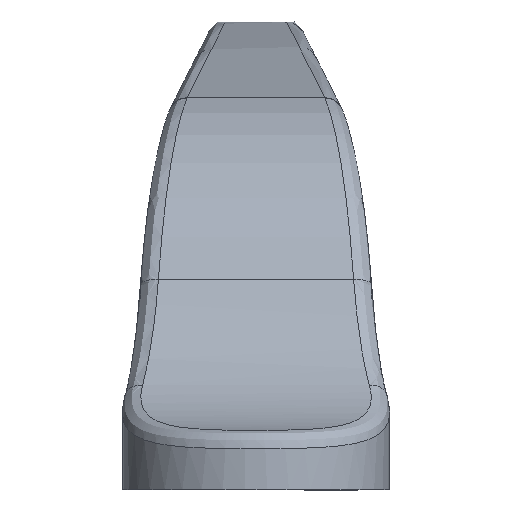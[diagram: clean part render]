
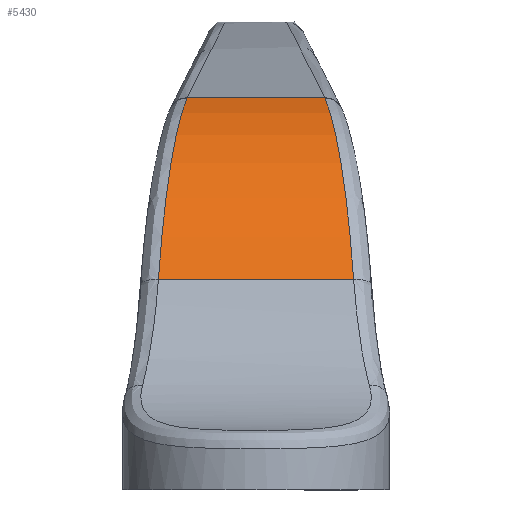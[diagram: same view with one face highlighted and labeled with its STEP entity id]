
A CAD part, left-side view. The second image highlights one B-rep face of the part: STEP entity #5430.
In plain terms, the highlighted cylindrical face has radius 17 mm (diameter 34 mm), a partial arc.
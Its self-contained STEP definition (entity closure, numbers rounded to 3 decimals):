
#2690=CARTESIAN_POINT('',(-46.378,5.29,
11.413));
#2700=VERTEX_POINT('',#2690);
#2730=CARTESIAN_POINT('',(-46.378,8.7,11.413))
;
#2740=DIRECTION('',(0.,-1.,0.));
#2750=VECTOR('',#2740,1.);
#2760=LINE('',#2730,#2750);
#2770=CARTESIAN_POINT('',(-46.378,-5.29,
11.413));
#2780=VERTEX_POINT('',#2770);
#2790=EDGE_CURVE('',#2700,#2780,#2760,.T.);
#4470=CARTESIAN_POINT('',(-30.736,8.7,4.755))
;
#4480=DIRECTION('',(0.,-1.,0.));
#4490=DIRECTION('',(1.,0.,0.));
#4500=AXIS2_PLACEMENT_3D('',#4470,#4480,#4490);
#4510=CYLINDRICAL_SURFACE('',#4500,17.);
#4520=CARTESIAN_POINT('',(-34.819,8.7,21.257))
;
#4530=DIRECTION('',(0.,-1.,0.));
#4540=VECTOR('',#4530,1.);
#4550=LINE('',#4520,#4540);
#4560=CARTESIAN_POINT('',(-34.819,3.729,
21.257));
#4570=VERTEX_POINT('',#4560);
#4580=CARTESIAN_POINT('',(-34.819,-3.729,
21.257));
#4590=VERTEX_POINT('',#4580);
#4600=EDGE_CURVE('',#4570,#4590,#4550,.T.);
#4610=ORIENTED_EDGE('',*,*,#4600,.F.);
#4620=CARTESIAN_POINT('',(-46.378,-5.29,
11.413));
#4630=CARTESIAN_POINT('',(-46.358,-5.287,
11.461));
#4640=CARTESIAN_POINT('',(-46.338,-5.284,
11.508));
#4650=CARTESIAN_POINT('',(-46.293,-5.277,
11.611));
#4660=CARTESIAN_POINT('',(-46.268,-5.274,
11.666));
#4670=CARTESIAN_POINT('',(-46.099,-5.248,
12.043));
#4680=CARTESIAN_POINT('',(-45.944,-5.224,
12.361));
#4690=CARTESIAN_POINT('',(-45.615,-5.174,
12.987));
#4700=CARTESIAN_POINT('',(-45.44,-5.148,
13.294));
#4710=CARTESIAN_POINT('',(-45.073,-5.092,
13.898));
#4720=CARTESIAN_POINT('',(-44.88,-5.064,
14.194));
#4730=CARTESIAN_POINT('',(-44.273,-4.974,
15.063));
#4740=CARTESIAN_POINT('',(-43.834,-4.909,
15.616));
#4750=CARTESIAN_POINT('',(-43.125,-4.807,
16.402));
#4760=CARTESIAN_POINT('',(-42.881,-4.772,
16.656));
#4770=CARTESIAN_POINT('',(-42.377,-4.701,
17.149));
#4780=CARTESIAN_POINT('',(-42.118,-4.665,
17.388));
#4790=CARTESIAN_POINT('',(-41.585,-4.59,
17.848));
#4800=CARTESIAN_POINT('',(-41.311,-4.553,
18.07));
#4810=CARTESIAN_POINT('',(-40.751,-4.476,
18.496));
#4820=CARTESIAN_POINT('',(-40.465,-4.438,
18.701));
#4830=CARTESIAN_POINT('',(-39.879,-4.359,
19.091));
#4840=CARTESIAN_POINT('',(-39.581,-4.32,
19.277));
#4850=CARTESIAN_POINT('',(-38.973,-4.24,
19.631));
#4860=CARTESIAN_POINT('',(-38.663,-4.2,
19.798));
#4870=CARTESIAN_POINT('',(-38.034,-4.12,
20.113));
#4880=CARTESIAN_POINT('',(-37.715,-4.08,
20.26));
#4890=CARTESIAN_POINT('',(-37.068,-3.999,
20.536));
#4900=CARTESIAN_POINT('',(-36.74,-3.959,
20.663));
#4910=CARTESIAN_POINT('',(-36.077,-3.878,
20.898));
#4920=CARTESIAN_POINT('',(-35.742,-3.838,
21.005));
#4930=CARTESIAN_POINT('',(-35.257,-3.781,
21.144));
#4940=CARTESIAN_POINT('',(-35.109,-3.763,
21.184));
#4950=CARTESIAN_POINT('',(-34.914,-3.74,
21.234));
#4960=CARTESIAN_POINT('',(-34.866,-3.735,
21.246));
#4970=CARTESIAN_POINT('',(-34.819,-3.729,
21.257));
#4980=B_SPLINE_CURVE_WITH_KNOTS('',3,(#4620,#4630,#4640,#4650,#4660,
#4670,#4680,#4690,#4700,#4710,#4720,#4730,#4740,#4750,#4760,#4770,#4780,
#4790,#4800,#4810,#4820,#4830,#4840,#4850,#4860,#4870,#4880,#4890,#4900,
#4910,#4920,#4930,#4940,#4950,#4960,#4970),.UNSPECIFIED.,.F.,.F.,(4,2,2,
2,2,2,2,2,2,2,2,2,2,2,2,2,2,4),(0.,0.152,0.327,
1.358,2.39,3.421,5.484,
6.515,7.546,8.576,9.606,
10.636,11.665,12.694,13.724,
14.753,15.201,15.344),.UNSPECIFIED.);
#4990=EDGE_CURVE('',#2780,#4590,#4980,.T.);
#5000=ORIENTED_EDGE('',*,*,#4990,.T.);
#5010=ORIENTED_EDGE('',*,*,#2790,.T.);
#5020=CARTESIAN_POINT('',(-34.819,3.729,
21.257));
#5030=CARTESIAN_POINT('',(-34.866,3.735,
21.246));
#5040=CARTESIAN_POINT('',(-34.914,3.74,
21.234));
#5050=CARTESIAN_POINT('',(-35.109,3.763,
21.184));
#5060=CARTESIAN_POINT('',(-35.257,3.781,
21.144));
#5070=CARTESIAN_POINT('',(-35.742,3.838,
21.005));
#5080=CARTESIAN_POINT('',(-36.077,3.878,
20.898));
#5090=CARTESIAN_POINT('',(-36.74,3.959,
20.663));
#5100=CARTESIAN_POINT('',(-37.068,3.999,
20.536));
#5110=CARTESIAN_POINT('',(-37.715,4.08,
20.26));
#5120=CARTESIAN_POINT('',(-38.034,4.12,
20.113));
#5130=CARTESIAN_POINT('',(-38.663,4.2,
19.798));
#5140=CARTESIAN_POINT('',(-38.973,4.24,
19.631));
#5150=CARTESIAN_POINT('',(-39.581,4.32,
19.277));
#5160=CARTESIAN_POINT('',(-39.879,4.359,
19.091));
#5170=CARTESIAN_POINT('',(-40.465,4.438,
18.701));
#5180=CARTESIAN_POINT('',(-40.751,4.476,
18.496));
#5190=CARTESIAN_POINT('',(-41.311,4.553,
18.07));
#5200=CARTESIAN_POINT('',(-41.585,4.59,
17.848));
#5210=CARTESIAN_POINT('',(-42.118,4.665,
17.388));
#5220=CARTESIAN_POINT('',(-42.377,4.701,
17.149));
#5230=CARTESIAN_POINT('',(-42.881,4.772,
16.656));
#5240=CARTESIAN_POINT('',(-43.125,4.807,
16.402));
#5250=CARTESIAN_POINT('',(-43.834,4.909,
15.616));
#5260=CARTESIAN_POINT('',(-44.273,4.974,
15.063));
#5270=CARTESIAN_POINT('',(-44.88,5.064,
14.194));
#5280=CARTESIAN_POINT('',(-45.073,5.092,
13.898));
#5290=CARTESIAN_POINT('',(-45.44,5.148,
13.294));
#5300=CARTESIAN_POINT('',(-45.615,5.174,
12.987));
#5310=CARTESIAN_POINT('',(-45.944,5.224,
12.361));
#5320=CARTESIAN_POINT('',(-46.099,5.248,
12.043));
#5330=CARTESIAN_POINT('',(-46.268,5.274,
11.666));
#5340=CARTESIAN_POINT('',(-46.293,5.277,
11.611));
#5350=CARTESIAN_POINT('',(-46.338,5.284,
11.508));
#5360=CARTESIAN_POINT('',(-46.358,5.287,
11.461));
#5370=CARTESIAN_POINT('',(-46.378,5.29,
11.413));
#5380=B_SPLINE_CURVE_WITH_KNOTS('',3,(#5020,#5030,#5040,#5050,#5060,
#5070,#5080,#5090,#5100,#5110,#5120,#5130,#5140,#5150,#5160,#5170,#5180,
#5190,#5200,#5210,#5220,#5230,#5240,#5250,#5260,#5270,#5280,#5290,#5300,
#5310,#5320,#5330,#5340,#5350,#5360,#5370),.UNSPECIFIED.,.F.,.F.,(4,2,2,
2,2,2,2,2,2,2,2,2,2,2,2,2,2,4),(0.,0.143,0.591,
1.62,2.65,3.679,4.709,
5.738,6.768,7.798,8.829,
9.86,11.923,12.954,13.986,
15.017,15.192,15.344),.UNSPECIFIED.);
#5390=EDGE_CURVE('',#4570,#2700,#5380,.T.);
#5400=ORIENTED_EDGE('',*,*,#5390,.T.);
#5410=EDGE_LOOP('',(#5400,#5010,#5000,#4610));
#5420=FACE_OUTER_BOUND('',#5410,.T.);
#5430=ADVANCED_FACE('',(#5420),#4510,.T.);
